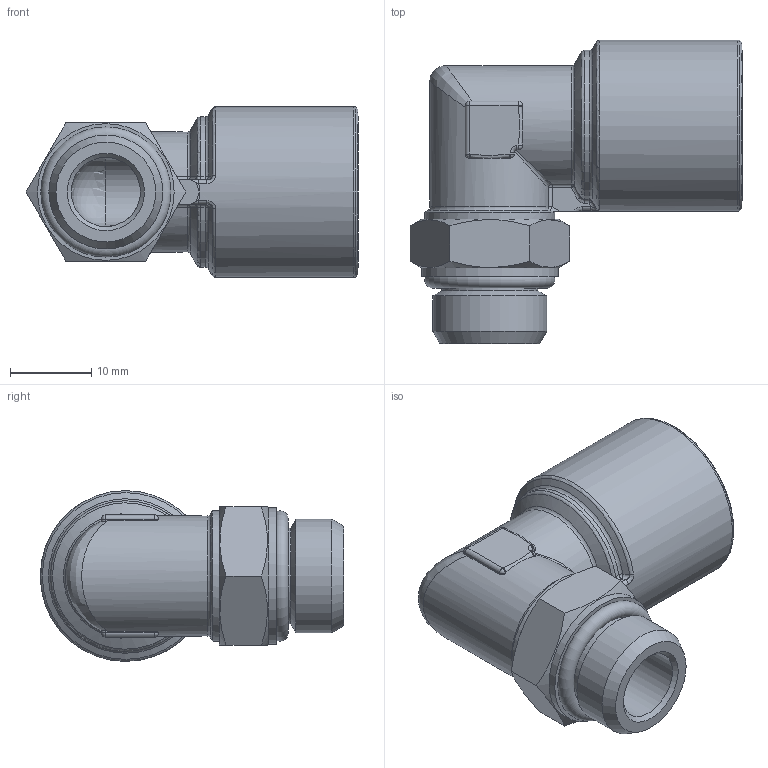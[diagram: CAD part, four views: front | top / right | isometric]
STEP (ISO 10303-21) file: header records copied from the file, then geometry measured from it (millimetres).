
FILE_DESCRIPTION(( 'MAF.16.12.M14X1.5.stp' ), '1');
FILE_NAME( 'MAF.16.12.M14X1.5.stp', '2021-02-19T15:27:10',( 'Sopra'),('sopra-pneumatic.com'), 'SwSTEP 2.0','SolidWorks 2009','' );
FILE_SCHEMA( ( 'AUTOMOTIVE_DESIGN { 1 0 10303 214 1 1 1 1 }' ) );
Length unit declared in the file: millimetre
Products named in the file (1): Rivoluzione2
Bounding box: 40.81 x 37.3 x 21 mm (x, y, z)
Volume: 9443.1 mm3; surface area: 6645.8 mm2
Topology: 1 solids, 1 shells, 286 faces, 727 edges, 451 vertices
Faces by surface type: plane 106, bspline 87, cylinder 51, sphere 19, cone 12, torus 11
Full cylindrical faces by diameter (mm): 7.4 x1, 8.5 x2, 8.8 x1, 11.8 x1, 12.15 x2, 14 x1, 16 x1, 16.8 x1, 18 x1, 21 x1
Entity records: 14732 total; most frequent: CARTESIAN_POINT 6404, ORIENTED_EDGE 1358, DIRECTION 991, EDGE_CURVE 679, VERTEX_POINT 441, AXIS2_PLACEMENT_3D 333, EDGE_LOOP 333, LINE 325
